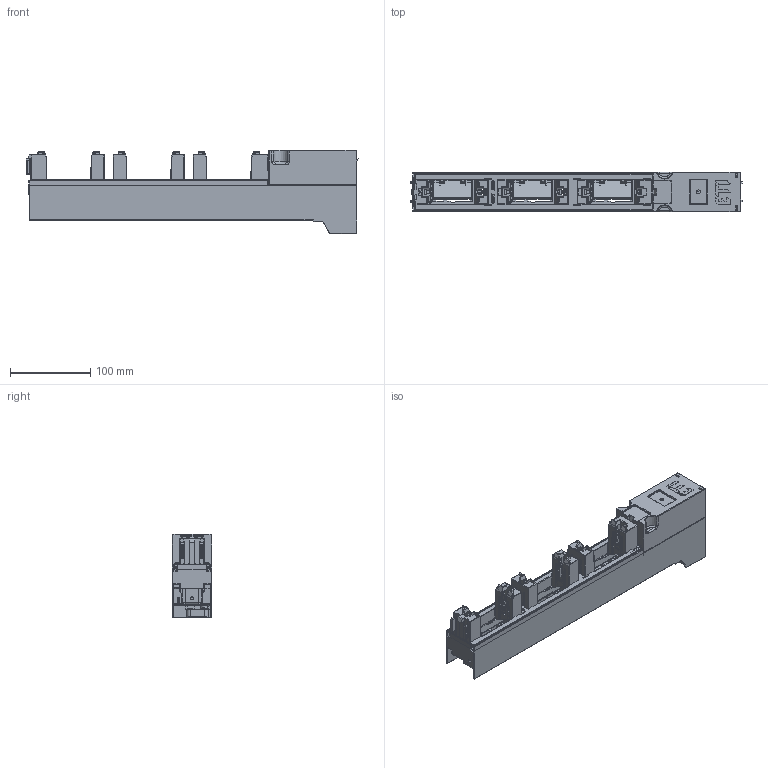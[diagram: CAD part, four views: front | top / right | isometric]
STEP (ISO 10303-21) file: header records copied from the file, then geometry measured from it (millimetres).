
FILE_DESCRIPTION((''),'2;1');
FILE_NAME('L5651001_NH_SICHERUNGSLEISTE_ASM','2021-05-13T',('marketing.praksa'),('Audax d.o.o.'),'CREO PARAMETRIC BY PTC INC, 2017480','CREO PARAMETRIC BY PTC INC, 2017480','');
FILE_SCHEMA(('AUTOMOTIVE_DESIGN { 1 0 10303 214 1 1 1 1 }'));
Products named in the file (11): 33781_TRAEGERTEIL; 152401_GEWINDEPLATTE_1_2; 158283_SAMMELSCHIENENKONTAKT_HO; 158283_01_SAMMELSCHIENENKONTAKT; 158285_ANSCHLUSSSCHIENE_L1_L3; 158286_ANSCHLUSSSCHIENE_L2_C_XS; 158287_ANSCHLUSSWINKEL_L3_L1; 33782_KONTAKTABDECKUNG; PRT9544; 67; L5651001_NH_SICHERUNGSLEISTE_ASM
Assembly tree (13 placements, depth 2):
  L5651001_NH_SICHERUNGSLEISTE_ASM
    33781_TRAEGERTEIL
    152401_GEWINDEPLATTE_1_2  x3
    158283_SAMMELSCHIENENKONTAKT_HO
    158283_01_SAMMELSCHIENENKONTAKT  x2
    158285_ANSCHLUSSSCHIENE_L1_L3
    158286_ANSCHLUSSSCHIENE_L2_C_XS
    158287_ANSCHLUSSWINKEL_L3_L1
    33782_KONTAKTABDECKUNG
    PRT9544
    67
Bounding box: 414.89 x 49.6 x 104.03 mm (x, y, z)
Volume: 317610.9 mm3; surface area: 366671.2 mm2
Topology: 15 solids, 18 shells, 5183 faces, 14809 edges, 9366 vertices
Faces by surface type: plane 3176, cylinder 1545, bspline 324, cone 103, torus 20, sphere 15
Entity records: 262845 total; most frequent: CARTESIAN_POINT 59790, ORIENTED_EDGE 28192, DIRECTION 22591, PRESENTATION_STYLE_ASSIGNMENT 19124, STYLED_ITEM 19124, CURVE_STYLE 14096, EDGE_CURVE 14096, VECTOR 10483
